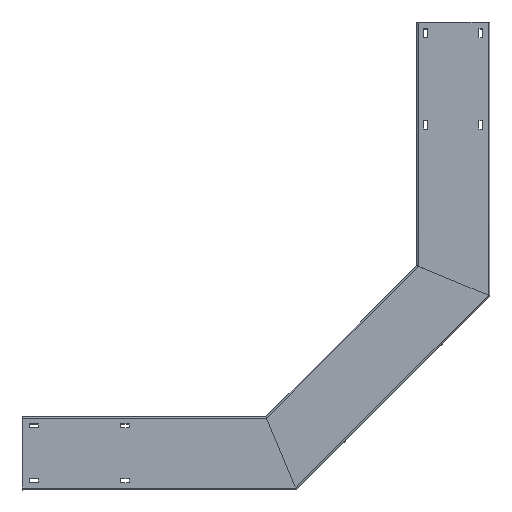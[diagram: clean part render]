
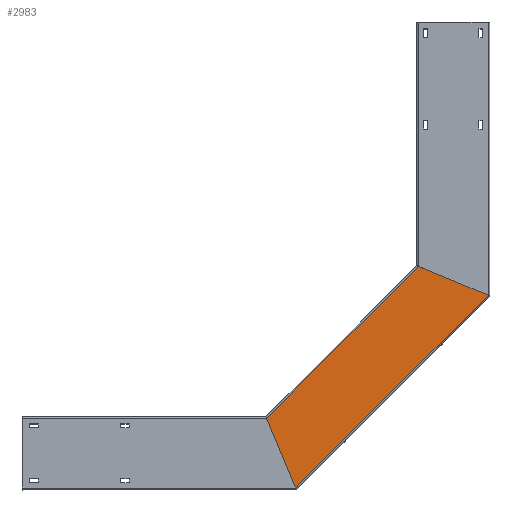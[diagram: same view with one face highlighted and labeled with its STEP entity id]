
A CAD part, top view. The second image highlights one B-rep face of the part: STEP entity #2983.
In plain terms, the highlighted planar face has unit normal (0, 0, 1).
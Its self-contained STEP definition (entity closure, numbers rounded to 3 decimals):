
#2321=DIRECTION('',(1.,0.,0.));
#2322=VECTOR('',#2321,470.351);
#2323=CARTESIAN_POINT('',(-235.176,156.5,0.));
#2324=LINE('',#2323,#2322);
#2345=DIRECTION('',(-0.383,-0.924,0.));
#2346=VECTOR('',#2345,165.606);
#2347=CARTESIAN_POINT('',(-235.176,156.5,0.));
#2348=LINE('',#2347,#2346);
#2349=DIRECTION('',(-0.383,0.924,0.));
#2350=VECTOR('',#2349,165.606);
#2351=CARTESIAN_POINT('',(298.55,3.5,
0.));
#2352=LINE('',#2351,#2350);
#2366=DIRECTION('',(-1.,0.,0.));
#2367=VECTOR('',#2366,597.101);
#2368=CARTESIAN_POINT('',(298.55,3.5,
0.));
#2369=LINE('',#2368,#2367);
#2540=CARTESIAN_POINT('',(-235.176,156.5,0.));
#2541=CARTESIAN_POINT('',(235.176,156.5,0.));
#2542=VERTEX_POINT('',#2540);
#2543=VERTEX_POINT('',#2541);
#2544=CARTESIAN_POINT('',(298.55,3.5,
0.));
#2545=CARTESIAN_POINT('',(-298.55,3.5,0.));
#2546=VERTEX_POINT('',#2544);
#2547=VERTEX_POINT('',#2545);
#2970=CARTESIAN_POINT('',(300.,0.,0.));
#2971=DIRECTION('',(0.,0.,1.));
#2972=DIRECTION('',(1.,0.,0.));
#2973=AXIS2_PLACEMENT_3D('',#2970,#2971,#2972);
#2974=PLANE('',#2973);
#2976=ORIENTED_EDGE('',*,*,#2975,.T.);
#2978=ORIENTED_EDGE('',*,*,#2977,.F.);
#2979=ORIENTED_EDGE('',*,*,#2961,.T.);
#2980=ORIENTED_EDGE('',*,*,#2762,.F.);
#2981=EDGE_LOOP('',(#2976,#2978,#2979,#2980));
#2982=FACE_OUTER_BOUND('',#2981,.F.);
#2983=ADVANCED_FACE('',(#2982),#2974,.T.);
#2762=EDGE_CURVE('',#2546,#2543,#2352,.T.);
#2961=EDGE_CURVE('',#2542,#2543,#2324,.T.);
#2975=EDGE_CURVE('',#2546,#2547,#2369,.T.);
#2977=EDGE_CURVE('',#2542,#2547,#2348,.T.);
